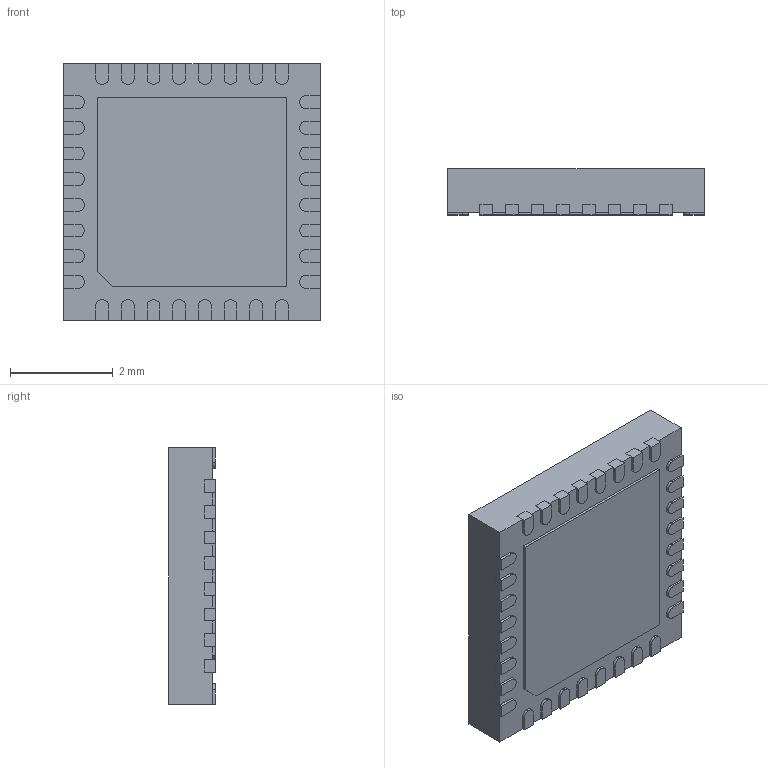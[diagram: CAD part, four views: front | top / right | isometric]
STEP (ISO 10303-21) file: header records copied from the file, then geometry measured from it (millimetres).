
FILE_DESCRIPTION (( 'STEP AP214' ), '1' );
FILE_NAME ('ESP32-C3FH4.STEP', '2021-08-20T06:43:04', ( '' ), ( '' ), 'SwSTEP 2.0', 'SolidWorks 2017', '' );
FILE_SCHEMA (( 'AUTOMOTIVE_DESIGN' ));
Length unit declared in the file: millimetre
Products named in the file (1): ESP32-C3FH4
Bounding box: 5 x 0.9 x 5 mm (x, y, z)
Volume: 22.1 mm3; surface area: 117.2 mm2
Topology: 35 solids, 35 shells, 474 faces, 1206 edges, 804 vertices
Faces by surface type: plane 342, cylinder 132
Entity records: 14594 total; most frequent: CARTESIAN_POINT 2485, DIRECTION 2420, ORIENTED_EDGE 2412, EDGE_CURVE 1206, LINE 942, VECTOR 942, VERTEX_POINT 804, AXIS2_PLACEMENT_3D 739
